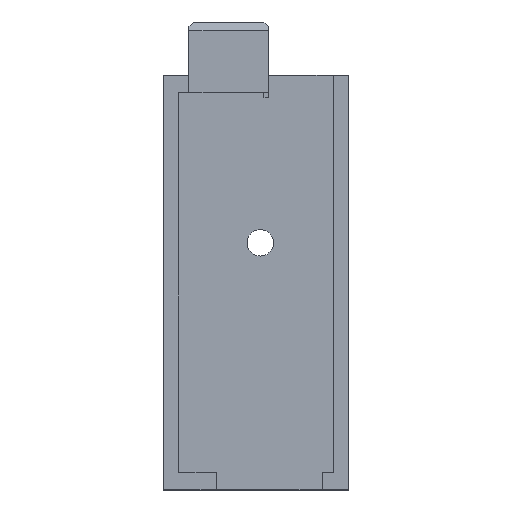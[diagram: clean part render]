
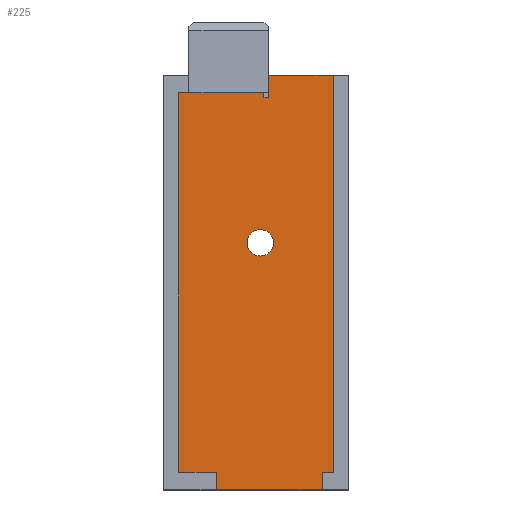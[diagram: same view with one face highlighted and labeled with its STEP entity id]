
A CAD part, top view. The second image highlights one B-rep face of the part: STEP entity #225.
In plain terms, the highlighted planar face has unit normal (0, 0, 1).
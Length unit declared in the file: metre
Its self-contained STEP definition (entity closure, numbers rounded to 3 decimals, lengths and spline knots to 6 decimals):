
#225=ADVANCED_FACE('9:928',(#419,#420),#421,.T.);
#419=FACE_OUTER_BOUND('',#591,.T.);
#420=FACE_BOUND('',#592,.T.);
#421=PLANE('',#593);
#591=EDGE_LOOP('',(#1047,#1048,#1049,#1050,#1051,#1052,#1053,#1054,#1055,#1056));
#592=EDGE_LOOP('',(#1057,#1058));
#593=AXIS2_PLACEMENT_3D('',#1059,#1060,#1061);
#1047=ORIENTED_EDGE('',*,*,#1184,.T.);
#1048=ORIENTED_EDGE('',*,*,#1238,.T.);
#1049=ORIENTED_EDGE('',*,*,#1245,.F.);
#1050=ORIENTED_EDGE('',*,*,#1167,.T.);
#1051=ORIENTED_EDGE('',*,*,#1151,.F.);
#1052=ORIENTED_EDGE('',*,*,#1137,.F.);
#1053=ORIENTED_EDGE('',*,*,#1148,.F.);
#1054=ORIENTED_EDGE('',*,*,#1174,.T.);
#1055=ORIENTED_EDGE('',*,*,#1169,.T.);
#1056=ORIENTED_EDGE('',*,*,#1180,.T.);
#1057=ORIENTED_EDGE('',*,*,#1087,.F.);
#1058=ORIENTED_EDGE('',*,*,#1118,.F.);
#1059=CARTESIAN_POINT('',(0.0,0.0,0.008));
#1060=DIRECTION('',(0.0,0.0,1.0));
#1061=DIRECTION('',(1.0,0.0,0.0));
#1087=EDGE_CURVE('5:88',#1281,#1277,#1283,.T.);
#1118=EDGE_CURVE('',#1277,#1281,#1331,.T.);
#1137=EDGE_CURVE('2:79',#1361,#1363,#1364,.T.);
#1148=EDGE_CURVE('2:201',#1379,#1361,#1381,.T.);
#1151=EDGE_CURVE('2:167',#1363,#1385,#1386,.T.);
#1167=EDGE_CURVE('2:174',#1407,#1385,#1409,.T.);
#1169=EDGE_CURVE('1:536',#1411,#1412,#1413,.T.);
#1174=EDGE_CURVE('2:208',#1379,#1411,#1420,.T.);
#1180=EDGE_CURVE('2:433',#1412,#1425,#1427,.T.);
#1184=EDGE_CURVE('10:3718',#1425,#1430,#1432,.T.);
#1238=EDGE_CURVE('10:3603',#1430,#1506,#1508,.T.);
#1245=EDGE_CURVE('10:3636',#1407,#1506,#1515,.F.);
#1277=VERTEX_POINT('',#1551);
#1281=VERTEX_POINT('',#1556);
#1283=CIRCLE('',#1559,0.0015);
#1331=CIRCLE('',#1625,0.0015);
#1361=VERTEX_POINT('',#1667);
#1363=VERTEX_POINT('',#1670);
#1364=LINE('',#1671,#1672);
#1379=VERTEX_POINT('',#1694);
#1381=LINE('',#1697,#1698);
#1385=VERTEX_POINT('',#1703);
#1386=LINE('',#1704,#1705);
#1407=VERTEX_POINT('',#1736);
#1409=LINE('',#1739,#1740);
#1411=VERTEX_POINT('',#1742);
#1412=VERTEX_POINT('',#1743);
#1413=LINE('',#1744,#1745);
#1420=LINE('',#1755,#1756);
#1425=VERTEX_POINT('',#1763);
#1427=LINE('',#1766,#1767);
#1430=VERTEX_POINT('',#1771);
#1432=LINE('',#1774,#1775);
#1506=VERTEX_POINT('',#1887);
#1508=LINE('',#1890,#1891);
#1515=LINE('',#1900,#1901);
#1551=CARTESIAN_POINT('',(0.0005,0.003,0.008));
#1556=CARTESIAN_POINT('',(-0.0025,0.003,0.008));
#1559=AXIS2_PLACEMENT_3D('',#1937,#1938,#1939);
#1625=AXIS2_PLACEMENT_3D('',#1970,#1971,#1972);
#1667=CARTESIAN_POINT('',(0.006,-0.025,0.008));
#1670=CARTESIAN_POINT('',(-0.006,-0.025,0.008));
#1671=CARTESIAN_POINT('',(0.0,-0.025,0.008));
#1672=VECTOR('',#1989,1.0);
#1694=CARTESIAN_POINT('',(0.006,-0.023,0.008));
#1697=CARTESIAN_POINT('',(0.006,-0.02,0.008));
#1698=VECTOR('',#1998,1.0);
#1703=CARTESIAN_POINT('',(-0.006,-0.023,0.008));
#1704=CARTESIAN_POINT('',(-0.006,-0.022,0.008));
#1705=VECTOR('',#2000,1.0);
#1736=CARTESIAN_POINT('',(-0.01025,-0.023,0.008));
#1739=CARTESIAN_POINT('',(-0.004,-0.023,0.008));
#1740=VECTOR('',#2012,1.0);
#1742=CARTESIAN_POINT('',(0.00725,-0.023,0.008));
#1743=CARTESIAN_POINT('',(0.00725,0.022,0.008));
#1744=CARTESIAN_POINT('',(0.00725,0.0105,0.008));
#1745=VECTOR('',#2013,1.0);
#1755=CARTESIAN_POINT('',(0.004,-0.023,0.008));
#1756=VECTOR('',#2017,1.0);
#1763=CARTESIAN_POINT('',(-0.0001,0.022,0.008));
#1766=CARTESIAN_POINT('',(0.012,0.022,0.008));
#1767=VECTOR('',#2021,1.0);
#1771=CARTESIAN_POINT('',(-0.0001,0.0205,0.008));
#1774=CARTESIAN_POINT('',(-0.0001,0.0105,0.008));
#1775=VECTOR('',#2024,1.0);
#1887=CARTESIAN_POINT('',(-0.01025,0.0205,0.008));
#1890=CARTESIAN_POINT('',(-0.0011,0.0205,0.008));
#1891=VECTOR('',#2064,1.0);
#1900=CARTESIAN_POINT('',(-0.01025,0.0,0.008));
#1901=VECTOR('',#2067,1.0);
#1937=CARTESIAN_POINT('',(-0.001,0.003,0.008));
#1938=DIRECTION('',(0.0,0.0,1.0));
#1939=DIRECTION('',(1.0,0.0,0.0));
#1970=CARTESIAN_POINT('',(-0.001,0.003,0.008));
#1971=DIRECTION('',(0.0,0.0,1.0));
#1972=DIRECTION('',(1.0,0.0,0.0));
#1989=DIRECTION('',(-1.0,0.0,0.0));
#1998=DIRECTION('',(0.0,-1.0,0.0));
#2000=DIRECTION('',(0.0,1.0,0.0));
#2012=DIRECTION('',(1.0,0.0,0.0));
#2013=DIRECTION('',(0.0,1.0,-0.0));
#2017=DIRECTION('',(1.0,0.0,0.0));
#2021=DIRECTION('',(-1.0,0.0,0.0));
#2024=DIRECTION('',(0.0,-1.0,0.0));
#2064=DIRECTION('',(-1.0,0.0,0.0));
#2067=DIRECTION('',(0.0,-1.0,0.0));
